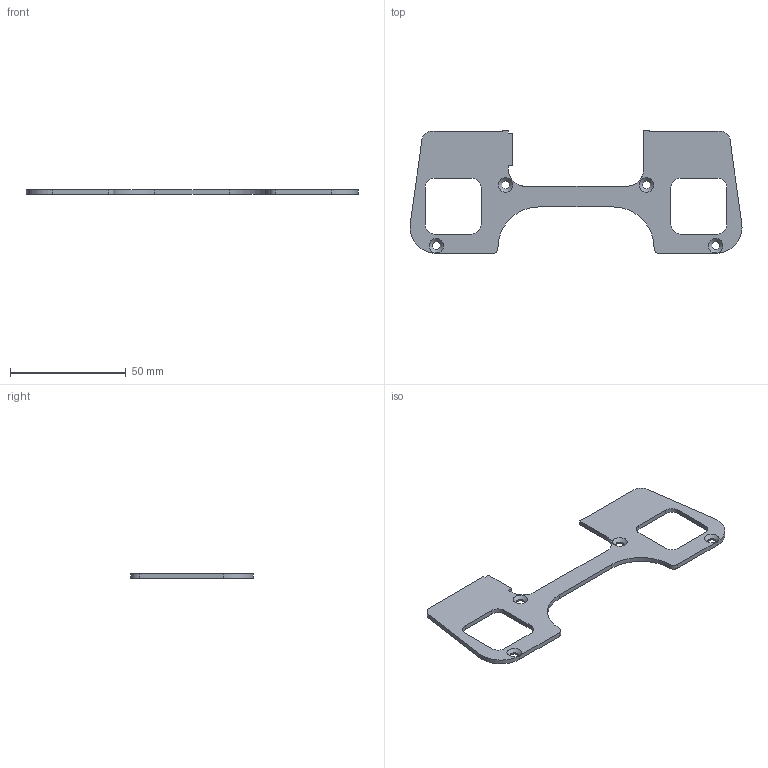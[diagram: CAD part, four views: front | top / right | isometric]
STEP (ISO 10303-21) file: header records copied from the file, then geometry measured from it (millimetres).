
FILE_DESCRIPTION(/* description */ (''),/* implementation_level */ '2;1');
FILE_NAME(/* name */ 'Panel.step',/* time_stamp */ '2025-08-19T17:51:14+02:00',/* author */ (''),/* organization */ (''),/* preprocessor_version */ 'ST-DEVELOPER v20.1',/* originating_system */ 'Autodesk Translation Framework v14.10.0.0',/* authorisation */ '');
FILE_SCHEMA (('AUTOMOTIVE_DESIGN { 1 0 10303 214 3 1 1 }'));
Length unit declared in the file: millimetre
Products named in the file (1): Panel
Bounding box: 143.12 x 52.89 x 2 mm (x, y, z)
Volume: 7000 mm3; surface area: 8349.7 mm2
Topology: 1 solids, 1 shells, 54 faces, 152 edges, 100 vertices
Faces by surface type: plane 28, cylinder 20, cone 4, bspline 2
Full cylindrical faces by diameter (mm): 3.5 x4
Entity records: 1841 total; most frequent: CARTESIAN_POINT 357, ORIENTED_EDGE 304, DIRECTION 298, EDGE_CURVE 152, LINE 104, VECTOR 104, VERTEX_POINT 100, AXIS2_PLACEMENT_3D 97
